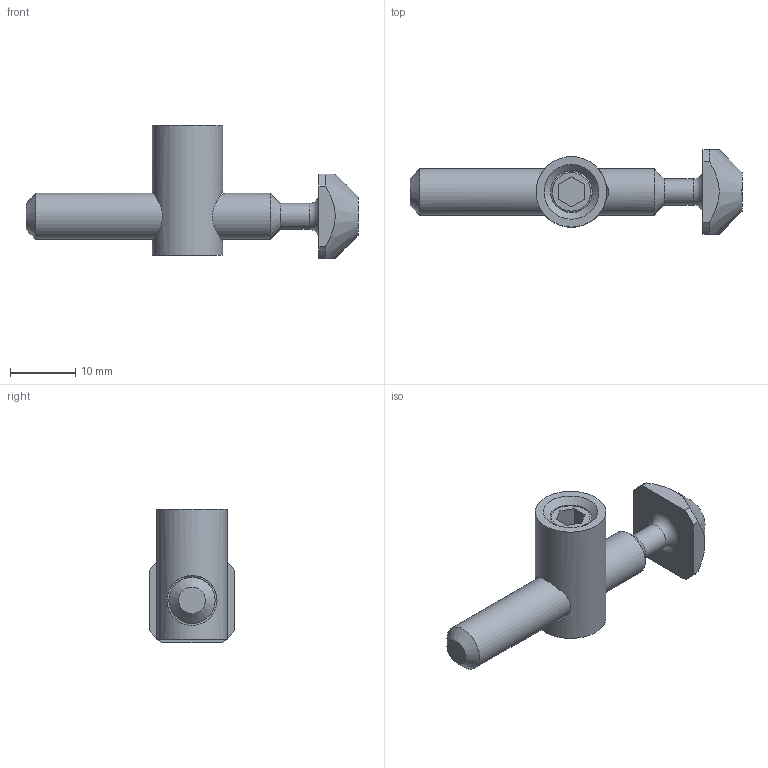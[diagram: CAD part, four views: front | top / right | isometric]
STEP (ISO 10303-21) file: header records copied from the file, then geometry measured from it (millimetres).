
FILE_DESCRIPTION(/* description */ (''),/* implementation_level */ '2;1');
FILE_NAME(/* name */ '482535629_Schnellspannverbinder_Nut8.stp',/* time_stamp */ '2023-01-23T13:45:27+01:00',/* author */ ('Praktikant'),/* organization */ (''),/* preprocessor_version */ 'ST-DEVELOPER v17.2',/* originating_system */ 'Autodesk Inventor 2019',/* authorisation */ '');
FILE_SCHEMA (('AUTOMOTIVE_DESIGN { 1 0 10303 214 3 1 1 }'));
Length unit declared in the file: millimetre
Products named in the file (1): 482535629_Schnellspannverbinder_Nut8
Bounding box: 51 x 13 x 20.5 mm (x, y, z)
Volume: 3550.7 mm3; surface area: 2910.1 mm2
Topology: 3 solids, 3 shells, 39 faces, 104 edges, 73 vertices
Faces by surface type: plane 19, cylinder 12, cone 7, torus 1
Full cylindrical faces by diameter (mm): 4 x1, 6.4 x1, 7.1 x1, 7.7 x1, 8 x1, 10.85 x1
Entity records: 1481 total; most frequent: CARTESIAN_POINT 390, DIRECTION 212, ORIENTED_EDGE 208, EDGE_CURVE 104, AXIS2_PLACEMENT_3D 84, VERTEX_POINT 73, EDGE_LOOP 45, LINE 44
